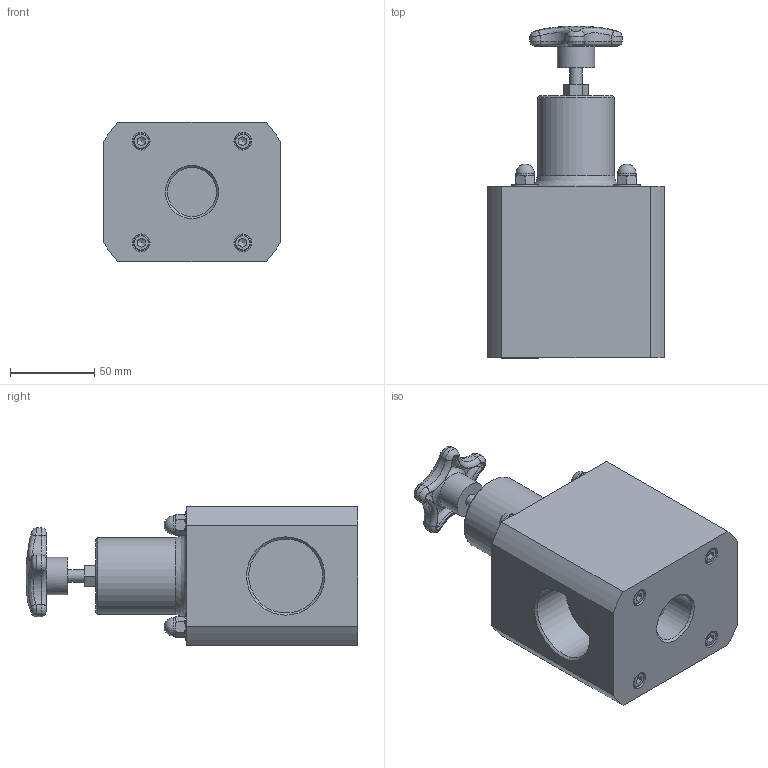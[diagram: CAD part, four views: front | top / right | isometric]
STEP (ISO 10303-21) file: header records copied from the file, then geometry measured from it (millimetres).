
FILE_DESCRIPTION((''),'2;1');
FILE_NAME('TVPR15-PVC_R0.ipt.stp','2017-04-04T12:14:09',(''),(''),'Autodesk Inventor 2009','Autodesk Inventor 2009','');
FILE_SCHEMA(('AUTOMOTIVE_DESIGN { 1 0 10303 214 1 1 1 1 }'));
Length unit declared in the file: inch
Products named in the file (1): TVPR15-PVC_R0
Bounding box: 104.78 x 196.84 x 82.55 mm (x, y, z)
Volume: 884057.2 mm3; surface area: 82967.3 mm2
Topology: 1 solids, 6 shells, 351 faces, 807 edges, 490 vertices
Faces by surface type: plane 148, bspline 107, cylinder 49, sphere 17, torus 16, cone 14
Full cylindrical faces by diameter (mm): 4.445 x4, 6.35 x2, 7.144 x1, 7.442 x1, 9.525 x4, 10.998 x4, 15.875 x4, 22.098 x1, 28.956 x1, 43.866 x2, 45.72 x1
Entity records: 13889 total; most frequent: CARTESIAN_POINT 6494, ORIENTED_EDGE 1478, DIRECTION 1364, EDGE_CURVE 739, AXIS2_PLACEMENT_3D 579, VERTEX_POINT 483, EDGE_LOOP 436, FACE_OUTER_BOUND 351
